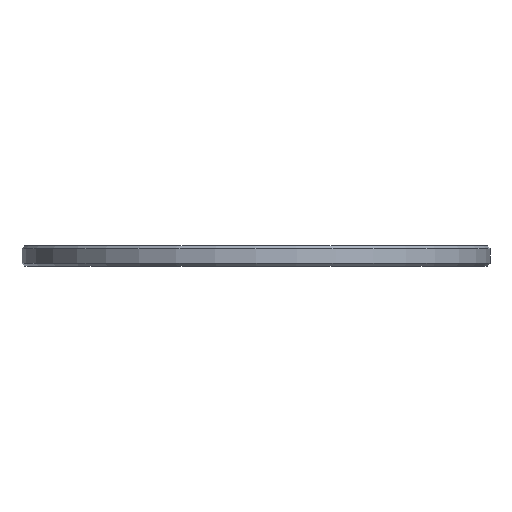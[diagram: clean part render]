
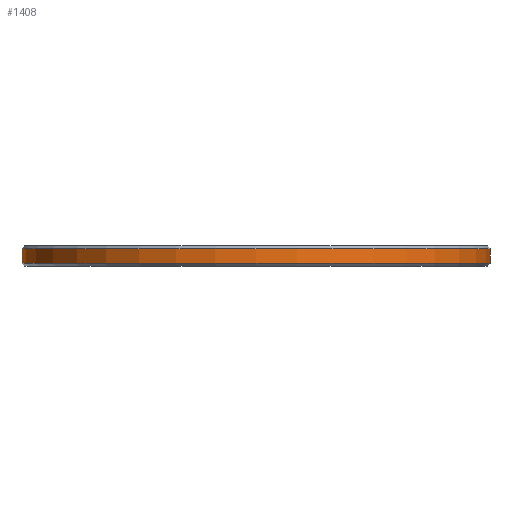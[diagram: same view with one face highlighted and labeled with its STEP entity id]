
A CAD part, front view. The second image highlights one B-rep face of the part: STEP entity #1408.
In plain terms, the highlighted cylindrical face has radius 175 mm (diameter 350 mm), a partial arc.
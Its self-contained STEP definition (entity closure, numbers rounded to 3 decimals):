
#367 = CYLINDRICAL_SURFACE ( 'NONE', #6904, 175. ) ;
#727 = EDGE_CURVE ( 'NONE', #4589, #8916, #5005, .T. ) ;
#1083 = DIRECTION ( 'NONE',  ( 1., 0., 0. ) ) ;
#1408 = ADVANCED_FACE ( 'NONE', ( #3487 ), #367, .T. ) ;
#1672 = CARTESIAN_POINT ( 'NONE',  ( -175., 0., -15. ) ) ;
#2571 = EDGE_CURVE ( 'NONE', #6144, #4589, #2707, .T. ) ;
#2707 = LINE ( 'NONE', #3114, #7982 ) ;
#2758 = CARTESIAN_POINT ( 'NONE',  ( 0., 0., -2. ) ) ;
#3018 = AXIS2_PLACEMENT_3D ( 'NONE', #2758, #10117, #3828 ) ;
#3114 = CARTESIAN_POINT ( 'NONE',  ( 175., 0., -15. ) ) ;
#3412 = DIRECTION ( 'NONE',  ( 0., 0., 1. ) ) ;
#3487 = FACE_OUTER_BOUND ( 'NONE', #6626, .T. ) ;
#3828 = DIRECTION ( 'NONE',  ( 1., 0., 0. ) ) ;
#4589 = VERTEX_POINT ( 'NONE', #6213 ) ;
#5005 = CIRCLE ( 'NONE', #3018, 175. ) ;
#5831 = ORIENTED_EDGE ( 'NONE', *, *, #2571, .T. ) ;
#6144 = VERTEX_POINT ( 'NONE', #11332 ) ;
#6213 = CARTESIAN_POINT ( 'NONE',  ( 175., 0., -2. ) ) ;
#6244 = VECTOR ( 'NONE', #9048, 1000. ) ;
#6343 = CARTESIAN_POINT ( 'NONE',  ( 0., 0., -15. ) ) ;
#6626 = EDGE_LOOP ( 'NONE', ( #7594, #9545, #5831, #9569 ) ) ;
#6904 = AXIS2_PLACEMENT_3D ( 'NONE', #6343, #10523, #1083 ) ;
#7354 = VERTEX_POINT ( 'NONE', #11727 ) ;
#7594 = ORIENTED_EDGE ( 'NONE', *, *, #9353, .F. ) ;
#7918 = AXIS2_PLACEMENT_3D ( 'NONE', #9690, #3412, #10741 ) ;
#7982 = VECTOR ( 'NONE', #10470, 1000. ) ;
#8916 = VERTEX_POINT ( 'NONE', #13338 ) ;
#9048 = DIRECTION ( 'NONE',  ( 0., 0., 1. ) ) ;
#9353 = EDGE_CURVE ( 'NONE', #7354, #8916, #11803, .T. ) ;
#9545 = ORIENTED_EDGE ( 'NONE', *, *, #11318, .T. ) ;
#9569 = ORIENTED_EDGE ( 'NONE', *, *, #727, .T. ) ;
#9690 = CARTESIAN_POINT ( 'NONE',  ( 0., 0., -13. ) ) ;
#10117 = DIRECTION ( 'NONE',  ( 0., 0., -1. ) ) ;
#10470 = DIRECTION ( 'NONE',  ( 0., 0., 1. ) ) ;
#10523 = DIRECTION ( 'NONE',  ( 0., 0., 1. ) ) ;
#10741 = DIRECTION ( 'NONE',  ( 1., 0., 0. ) ) ;
#10796 = CIRCLE ( 'NONE', #7918, 175. ) ;
#11318 = EDGE_CURVE ( 'NONE', #7354, #6144, #10796, .T. ) ;
#11332 = CARTESIAN_POINT ( 'NONE',  ( 175., 0., -13. ) ) ;
#11727 = CARTESIAN_POINT ( 'NONE',  ( -175., 0., -13. ) ) ;
#11803 = LINE ( 'NONE', #1672, #6244 ) ;
#13338 = CARTESIAN_POINT ( 'NONE',  ( -175., 0., -2. ) ) ;
